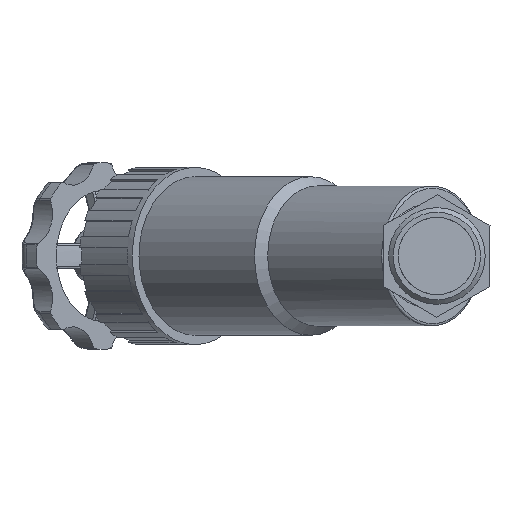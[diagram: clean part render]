
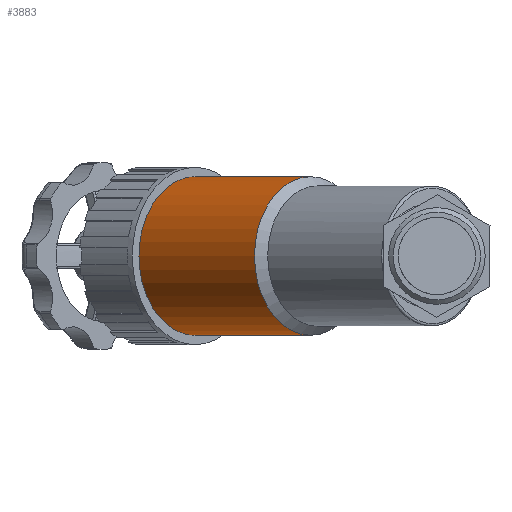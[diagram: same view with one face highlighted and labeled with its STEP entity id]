
A CAD part, left-side view. The second image highlights one B-rep face of the part: STEP entity #3883.
In plain terms, the highlighted cylindrical face has radius 34.425 mm (diameter 68.85 mm), a full revolution.
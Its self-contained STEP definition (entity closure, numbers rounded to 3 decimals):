
#171=FACE_BOUND('',#728,.T.);
#484=FACE_OUTER_BOUND('',#727,.T.);
#727=EDGE_LOOP('',(#3453));
#728=EDGE_LOOP('',(#3454));
#1535=CIRCLE('',#4266,34.425);
#1536=CIRCLE('',#4268,34.425);
#1863=VERTEX_POINT('',#8868);
#1864=VERTEX_POINT('',#8871);
#2408=EDGE_CURVE('',#1863,#1863,#1535,.T.);
#2409=EDGE_CURVE('',#1864,#1864,#1536,.T.);
#3453=ORIENTED_EDGE('',*,*,#2408,.T.);
#3454=ORIENTED_EDGE('',*,*,#2409,.F.);
#3695=CYLINDRICAL_SURFACE('',#4267,34.425);
#3883=ADVANCED_FACE('',(#484,#171),#3695,.T.);
#4266=AXIS2_PLACEMENT_3D('',#8869,#5207,#5208);
#4267=AXIS2_PLACEMENT_3D('',#8870,#5209,#5210);
#4268=AXIS2_PLACEMENT_3D('',#8872,#5211,#5212);
#5207=DIRECTION('center_axis',(0.707,0.707,0.));
#5208=DIRECTION('ref_axis',(0.707,-0.707,0.));
#5209=DIRECTION('center_axis',(0.707,0.707,0.));
#5210=DIRECTION('ref_axis',(-0.707,0.707,0.));
#5211=DIRECTION('center_axis',(0.707,0.707,0.));
#5212=DIRECTION('ref_axis',(0.707,-0.707,0.));
#8868=CARTESIAN_POINT('',(-1.362,79.122,0.));
#8869=CARTESIAN_POINT('Origin',(22.98,54.78,0.));
#8870=CARTESIAN_POINT('Origin',(48.038,79.838,0.));
#8871=CARTESIAN_POINT('',(48.754,129.238,0.));
#8872=CARTESIAN_POINT('Origin',(73.096,104.896,0.));
